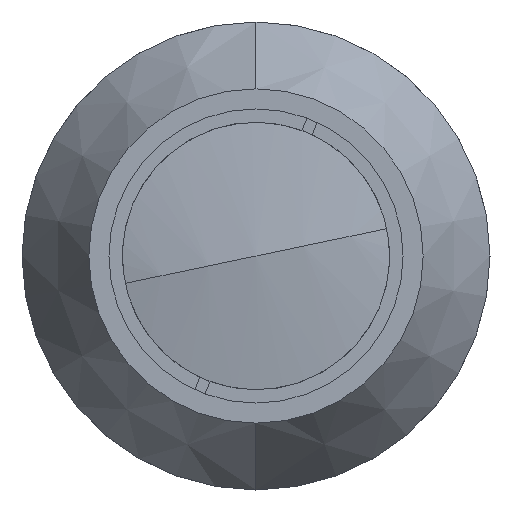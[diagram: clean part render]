
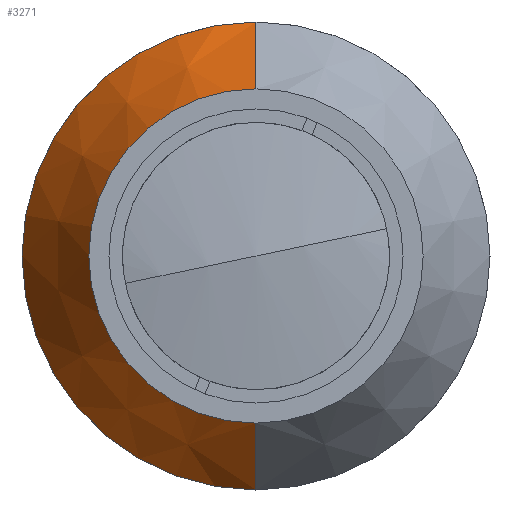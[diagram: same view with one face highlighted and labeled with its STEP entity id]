
A CAD part, left-side view. The second image highlights one B-rep face of the part: STEP entity #3271.
In plain terms, the highlighted conical face has half-angle 30 degrees and reference radius 21 mm.
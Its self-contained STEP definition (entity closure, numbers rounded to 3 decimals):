
#17 = VECTOR ( 'NONE', #1288, 1000. ) ;
#85 = EDGE_CURVE ( 'NONE', #2745, #138, #2982, .T. ) ;
#138 = VERTEX_POINT ( 'NONE', #1180 ) ;
#161 = EDGE_LOOP ( 'NONE', ( #3701, #350, #3957, #473 ) ) ;
#178 = VERTEX_POINT ( 'NONE', #3651 ) ;
#350 = ORIENTED_EDGE ( 'NONE', *, *, #1617, .T. ) ;
#450 = CARTESIAN_POINT ( 'NONE',  ( 25.392, 0., 21. ) ) ;
#473 = ORIENTED_EDGE ( 'NONE', *, *, #2502, .F. ) ;
#507 = CONICAL_SURFACE ( 'NONE', #864, 21., 0.524 ) ;
#565 = DIRECTION ( 'NONE',  ( 0., 0., 1. ) ) ;
#667 = CARTESIAN_POINT ( 'NONE',  ( 25.392, 0., -21. ) ) ;
#830 = AXIS2_PLACEMENT_3D ( 'NONE', #961, #3110, #1277 ) ;
#864 = AXIS2_PLACEMENT_3D ( 'NONE', #2753, #1846, #3709 ) ;
#961 = CARTESIAN_POINT ( 'NONE',  ( 15., 0., 0. ) ) ;
#1180 = CARTESIAN_POINT ( 'NONE',  ( 25.392, 0., -21. ) ) ;
#1277 = DIRECTION ( 'NONE',  ( 0., 0., 1. ) ) ;
#1288 = DIRECTION ( 'NONE',  ( 0.866, 0., -0.5 ) ) ;
#1417 = FACE_OUTER_BOUND ( 'NONE', #161, .T. ) ;
#1617 = EDGE_CURVE ( 'NONE', #2332, #2745, #1947, .T. ) ;
#1756 = LINE ( 'NONE', #667, #17 ) ;
#1846 = DIRECTION ( 'NONE',  ( 1., 0., 0. ) ) ;
#1947 = LINE ( 'NONE', #3959, #3684 ) ;
#2100 = CARTESIAN_POINT ( 'NONE',  ( 25.392, 0., 0. ) ) ;
#2123 = DIRECTION ( 'NONE',  ( 0.866, 0., 0.5 ) ) ;
#2332 = VERTEX_POINT ( 'NONE', #2992 ) ;
#2502 = EDGE_CURVE ( 'NONE', #178, #138, #1756, .T. ) ;
#2699 = DIRECTION ( 'NONE',  ( -1., 0., 0. ) ) ;
#2743 = AXIS2_PLACEMENT_3D ( 'NONE', #2100, #2699, #565 ) ;
#2745 = VERTEX_POINT ( 'NONE', #450 ) ;
#2753 = CARTESIAN_POINT ( 'NONE',  ( 25.392, 0., 0. ) ) ;
#2982 = CIRCLE ( 'NONE', #2743, 21. ) ;
#2992 = CARTESIAN_POINT ( 'NONE',  ( 15., 0., 15. ) ) ;
#3110 = DIRECTION ( 'NONE',  ( -1., 0., 0. ) ) ;
#3271 = ADVANCED_FACE ( 'NONE', ( #1417 ), #507, .T. ) ;
#3313 = EDGE_CURVE ( 'NONE', #2332, #178, #3769, .T. ) ;
#3651 = CARTESIAN_POINT ( 'NONE',  ( 15., 0., -15. ) ) ;
#3684 = VECTOR ( 'NONE', #2123, 1000. ) ;
#3701 = ORIENTED_EDGE ( 'NONE', *, *, #3313, .F. ) ;
#3709 = DIRECTION ( 'NONE',  ( 0., 0., -1. ) ) ;
#3769 = CIRCLE ( 'NONE', #830, 15. ) ;
#3957 = ORIENTED_EDGE ( 'NONE', *, *, #85, .T. ) ;
#3959 = CARTESIAN_POINT ( 'NONE',  ( 25.392, 0., 21. ) ) ;
